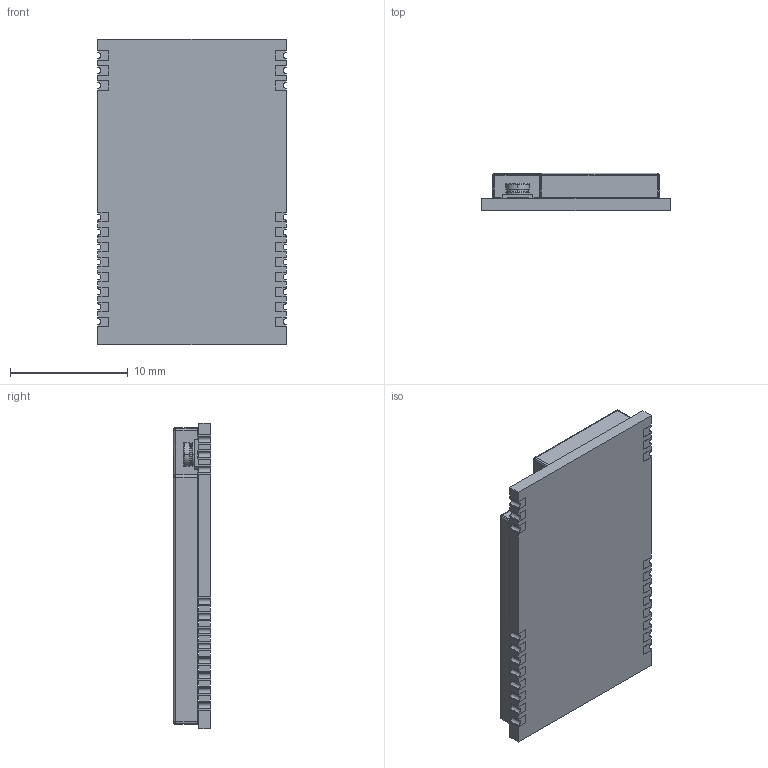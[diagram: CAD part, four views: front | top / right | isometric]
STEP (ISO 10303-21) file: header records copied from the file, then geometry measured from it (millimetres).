
FILE_DESCRIPTION (( 'STEP AP214' ), '1' );
FILE_NAME ('E22 900T22S.STEP', '2021-12-06T09:20:46', ( '砐錪賧瘔蠈錪 Windows' ), ( '' ), 'SwSTEP 2.0', 'SolidWorks 2017', '' );
FILE_SCHEMA (( 'AUTOMOTIVE_DESIGN' ));
Length unit declared in the file: millimetre
Products named in the file (5): 瀇僗趌1; E22 900T22S; 734120114_ CON IPEX-M_1
Assembly tree (2 placements, depth 2):
  瀇僗趌1
  E22 900T22S
    瀇僗趌1
    734120114_ CON IPEX-M_1
  734120114_ CON IPEX-M_1
Bounding box: 16.04 x 3.17 x 26 mm (x, y, z)
Volume: 466 mm3; surface area: 1945.4 mm2
Topology: 3 solids, 3 shells, 584 faces, 1631 edges, 1072 vertices
Faces by surface type: plane 427, bspline 94, cylinder 53, torus 5, cone 5
Entity records: 26479 total; most frequent: CARTESIAN_POINT 8527, ORIENTED_EDGE 3252, DIRECTION 2549, EDGE_CURVE 1626, LINE 1329, VECTOR 1329, VERTEX_POINT 1072, AXIS2_PLACEMENT_3D 610
